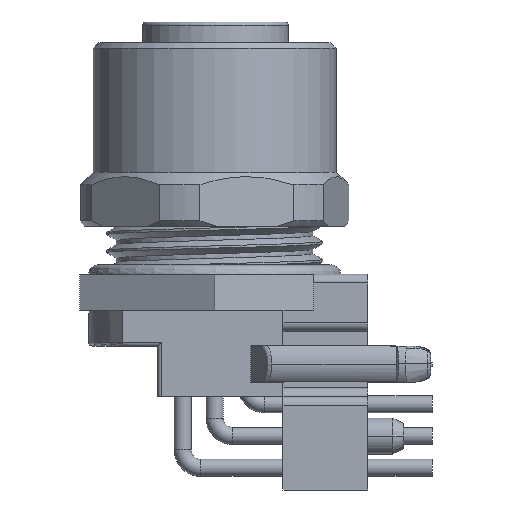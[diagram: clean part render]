
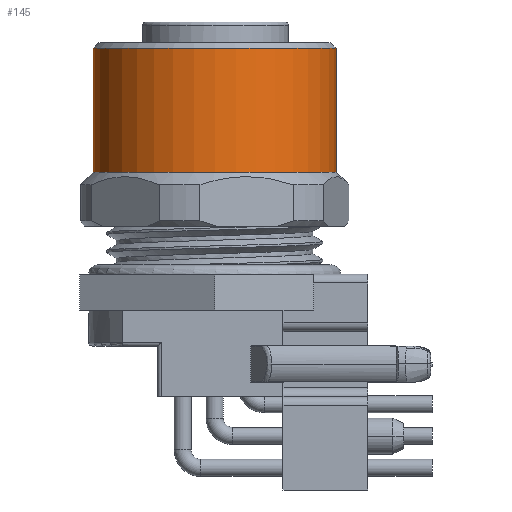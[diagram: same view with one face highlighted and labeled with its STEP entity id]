
A CAD part, left-side view. The second image highlights one B-rep face of the part: STEP entity #145.
In plain terms, the highlighted cylindrical face has radius 6.75 mm (diameter 13.5 mm), a partial arc.
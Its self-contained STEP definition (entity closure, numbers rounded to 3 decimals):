
#145=ADVANCED_FACE('',(#776),#777,.T.);
#776=FACE_OUTER_BOUND('',#1849,.T.);
#777=CYLINDRICAL_SURFACE('',#1850,6.75);
#1849=EDGE_LOOP('',(#5271,#5272,#5273,#5274));
#1850=AXIS2_PLACEMENT_3D('',#5275,#5276,#5277);
#5271=ORIENTED_EDGE('',*,*,#9051,.T.);
#5272=ORIENTED_EDGE('',*,*,#9048,.T.);
#5273=ORIENTED_EDGE('',*,*,#9044,.F.);
#5274=ORIENTED_EDGE('',*,*,#9050,.F.);
#5275=CARTESIAN_POINT('',(0.0,0.0,-0.642));
#5276=DIRECTION('',(-0.0,0.0,1.0));
#5277=DIRECTION('',(0.0,-1.0,0.0));
#9044=EDGE_CURVE('',#10618,#10619,#10620,.T.);
#9048=EDGE_CURVE('',#10624,#10619,#10625,.T.);
#9050=EDGE_CURVE('',#10626,#10618,#10628,.T.);
#9051=EDGE_CURVE('',#10626,#10624,#10629,.T.);
#10618=VERTEX_POINT('',#13371);
#10619=VERTEX_POINT('',#13372);
#10620=CIRCLE('',#13373,6.75);
#10624=VERTEX_POINT('',#13379);
#10625=LINE('',#13380,#13381);
#10626=VERTEX_POINT('',#13382);
#10628=LINE('',#13384,#13385);
#10629=CIRCLE('',#13386,6.75);
#13371=CARTESIAN_POINT('',(0.0,6.75,-1.452));
#13372=CARTESIAN_POINT('',(0.0,-6.75,-1.452));
#13373=AXIS2_PLACEMENT_3D('',#17886,#17887,#17888);
#13379=CARTESIAN_POINT('',(0.0,-6.75,-8.352));
#13380=CARTESIAN_POINT('',(0.0,-6.75,-8.352));
#13381=VECTOR('',#17894,6.9);
#13382=CARTESIAN_POINT('',(0.0,6.75,-8.352));
#13384=CARTESIAN_POINT('',(0.0,6.75,-8.352));
#13385=VECTOR('',#17898,6.9);
#13386=AXIS2_PLACEMENT_3D('',#17899,#17900,#17901);
#17886=CARTESIAN_POINT('',(0.0,0.0,-1.452));
#17887=DIRECTION('',(0.0,-0.0,1.0));
#17888=DIRECTION('',(0.0,1.0,0.0));
#17894=DIRECTION('',(0.0,0.0,1.0));
#17898=DIRECTION('',(0.0,0.0,1.0));
#17899=CARTESIAN_POINT('',(0.0,0.0,-8.352));
#17900=DIRECTION('',(0.0,-0.0,1.0));
#17901=DIRECTION('',(0.0,1.0,0.0));
